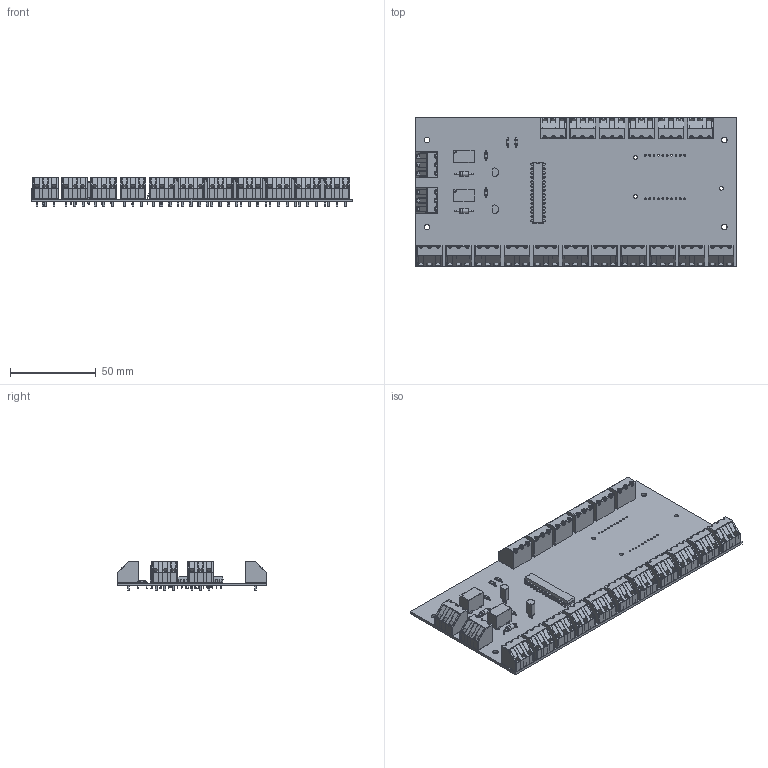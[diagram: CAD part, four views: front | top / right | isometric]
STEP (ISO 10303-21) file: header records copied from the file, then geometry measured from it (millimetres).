
FILE_DESCRIPTION(('KiCad electronic assembly'),'2;1');
FILE_NAME('ESP32_Alarm_PCB.step','2024-12-10T17:05:23',('Pcbnew'),( 'Kicad'),'Open CASCADE STEP processor 7.7','KiCad to STEP converter' ,'Unknown');
FILE_SCHEMA(('AUTOMOTIVE_DESIGN { 1 0 10303 214 1 1 1 1 }'));
Length unit declared in the file: millimetre
Products named in the file (14): ESP32_Alarm_PCB 1; Altech_AK300_1x03_P5.00mm_45-Degree; AK300_3; Relay_SPDT_Omron_G5V-1; R_Axial_DIN0204_L3.6mm_D1.6mm_P5.08mm_Horizontal; R_Axial_DIN0204_L36mm_D16mm_P508mm_Horizontal; DIP-28_W7.62mm; D_DO-41_SOD81_P10.16mm_Horizontal; TO-92L_Inline; TO-92L_Inline_Narrow; ESP32_Alarm_PCB_PCB
Assembly tree (37 placements, depth 3):
  ESP32_Alarm_PCB 1
    Altech_AK300_1x03_P5.00mm_45-Degree  x19
      AK300_3
    Relay_SPDT_Omron_G5V-1  x2
      Relay_SPDT_Omron_G5V-1
    R_Axial_DIN0204_L3.6mm_D1.6mm_P5.08mm_Horizontal  x4
      R_Axial_DIN0204_L36mm_D16mm_P508mm_Horizontal
    DIP-28_W7.62mm
      DIP-28_W7.62mm
    D_DO-41_SOD81_P10.16mm_Horizontal  x2
      D_DO-41_SOD81_P10.16mm_Horizontal
    TO-92L_Inline  x2
      TO-92L_Inline_Narrow
    ESP32_Alarm_PCB_PCB
Bounding box: 186.83 x 87.12 x 17.1 mm (x, y, z)
Volume: 61234.8 mm3; surface area: 73822.6 mm2
Topology: 31 solids, 31 shells, 3778 faces, 9748 edges, 6017 vertices
Faces by surface type: plane 2361, cylinder 1013, bspline 211, torus 191, cone 2
Full cylindrical faces by diameter (mm): 0.5 x8, 0.7 x8, 0.75 x6, 0.8 x36, 1 x32, 1.1 x4, 1.32 x57, 1.44 x4, 1.6 x8, 2.16 x57, 2.2 x3, 2.455 x57, 2.7 x4, 2.72 x2, 3.2 x4
Entity records: 36157 total; most frequent: CARTESIAN_POINT 7365, ORIENTED_EDGE 4800, DIRECTION 4649, EDGE_CURVE 2400, LINE 1791, VECTOR 1791, VERTEX_POINT 1534, AXIS2_PLACEMENT_3D 1429
